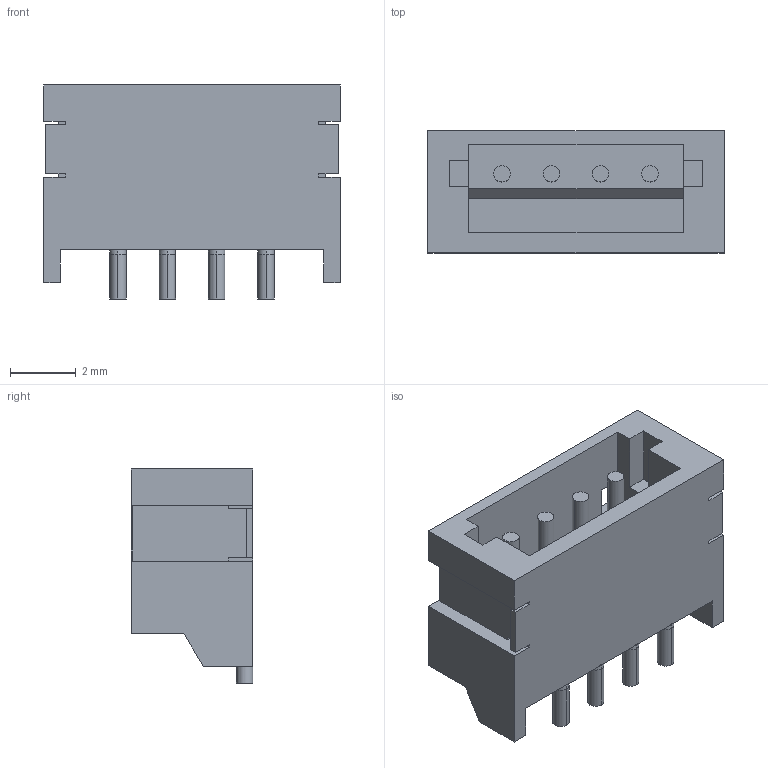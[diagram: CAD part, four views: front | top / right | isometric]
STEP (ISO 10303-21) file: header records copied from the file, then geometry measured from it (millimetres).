
FILE_DESCRIPTION (( 'STEP AP214' ), '1' );
FILE_NAME ('S4B-ZR-SM4A-TF_motor.STEP', '2017-07-15T13:49:55', ( '' ), ( '' ), 'SwSTEP 2.0', 'SolidWorks 2017', '' );
FILE_SCHEMA (( 'AUTOMOTIVE_DESIGN' ));
Length unit declared in the file: millimetre
Products named in the file (1): S4B-ZR-SM4A-TF_motor
Bounding box: 9 x 3.7 x 6.5 mm (x, y, z)
Volume: 106.8 mm3; surface area: 299.2 mm2
Topology: 1 solids, 1 shells, 93 faces, 246 edges, 162 vertices
Faces by surface type: plane 69, cylinder 16, bspline 8
Entity records: 3496 total; most frequent: CARTESIAN_POINT 771, ORIENTED_EDGE 492, DIRECTION 448, EDGE_CURVE 246, LINE 196, VECTOR 196, VERTEX_POINT 162, AXIS2_PLACEMENT_3D 126
